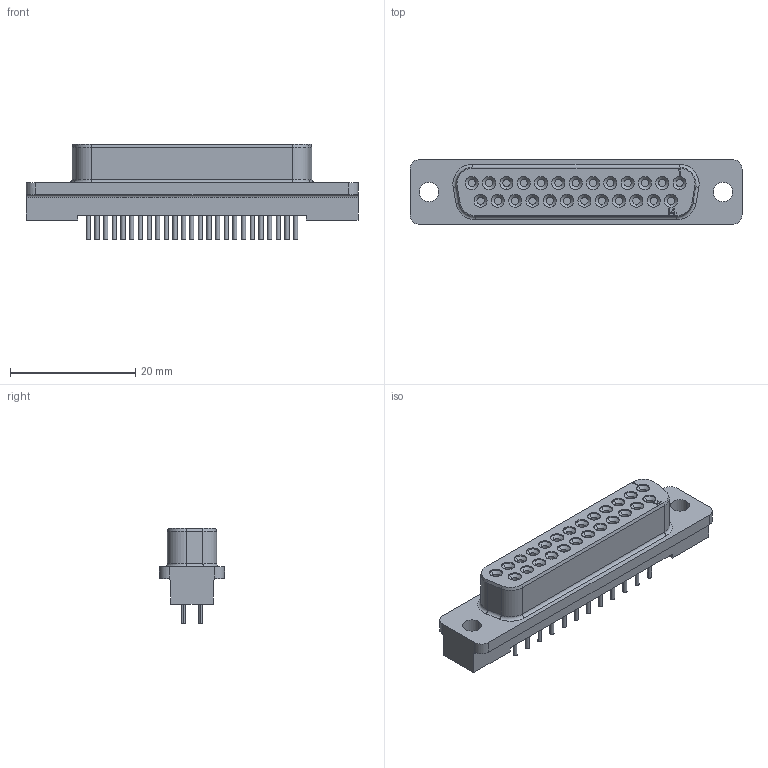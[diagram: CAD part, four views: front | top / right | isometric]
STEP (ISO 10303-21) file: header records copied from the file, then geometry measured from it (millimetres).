
FILE_DESCRIPTION((''),'2;1');
FILE_NAME('C-5207828-4','2009-04-29T',('workeradm'),('Tyco Electronics Corporation'),'PRO/ENGINEER BY PARAMETRIC TECHNOLOGY CORPORATION, 2007390','PRO/ENGINEER BY PARAMETRIC TECHNOLOGY CORPORATION, 2007390','');
FILE_SCHEMA(('AUTOMOTIVE_DESIGN { 1 0 10303 214 1 1 1 1 }'));
Length unit declared in the file: millimetre
Products named in the file (1): C-5207828-4
Bounding box: 53.09 x 10.41 x 15.34 mm (x, y, z)
Volume: 4048.2 mm3; surface area: 2663.5 mm2
Topology: 1 solids, 1 shells, 331 faces, 706 edges, 432 vertices
Faces by surface type: cylinder 168, plane 105, cone 54, torus 4
Entity records: 9033 total; most frequent: DIRECTION 1708, CARTESIAN_POINT 1488, ORIENTED_EDGE 1412, EDGE_CURVE 706, AXIS2_PLACEMENT_3D 675, VERTEX_POINT 432, EDGE_LOOP 390, VECTOR 358
